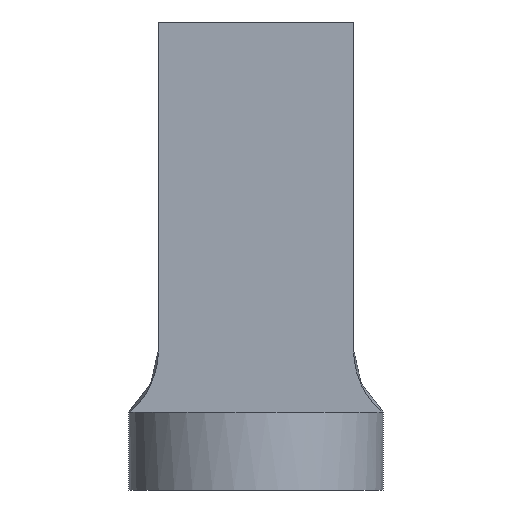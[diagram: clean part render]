
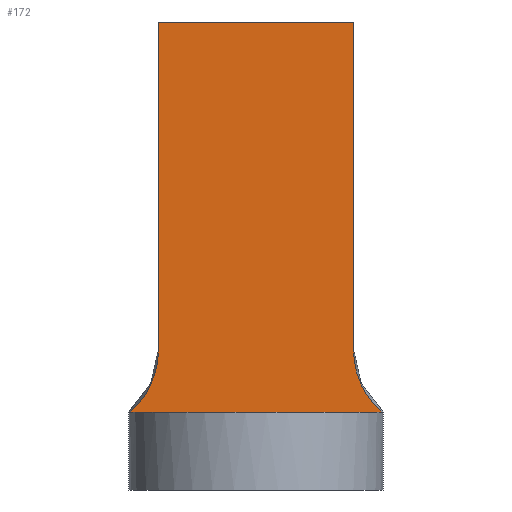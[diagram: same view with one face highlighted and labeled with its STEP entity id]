
A CAD part, front view. The second image highlights one B-rep face of the part: STEP entity #172.
In plain terms, the highlighted planar face has unit normal (0, -1, 0).
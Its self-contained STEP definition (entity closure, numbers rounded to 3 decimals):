
#5 = DIRECTION ( 'NONE',  ( 0., 0., 1. ) ) ;
#6 = CARTESIAN_POINT ( 'NONE',  ( 12.601, -2.5, 16.464 ) ) ;
#15 = CARTESIAN_POINT ( 'NONE',  ( 12.662, -2.5, 16.089 ) ) ;
#47 = CARTESIAN_POINT ( 'NONE',  ( -14.129, -2.5, 12.272 ) ) ;
#53 = CARTESIAN_POINT ( 'NONE',  ( -13.752, -2.5, 12.917 ) ) ;
#70 = EDGE_CURVE ( 'NONE', #715, #851, #79, .T. ) ;
#79 = LINE ( 'NONE', #202, #835 ) ;
#86 = CARTESIAN_POINT ( 'NONE',  ( 12.5, -2.5, 17.97 ) ) ;
#94 = CARTESIAN_POINT ( 'NONE',  ( 13.774, -2.5, 12.916 ) ) ;
#95 = CARTESIAN_POINT ( 'NONE',  ( 12.5, -2.5, 60. ) ) ;
#110 = CARTESIAN_POINT ( 'NONE',  ( -12.5, -2.5, 17.97 ) ) ;
#114 = ORIENTED_EDGE ( 'NONE', *, *, #358, .T. ) ;
#117 = CARTESIAN_POINT ( 'NONE',  ( -12.915, -2.5, 15.011 ) ) ;
#121 = VERTEX_POINT ( 'NONE', #477 ) ;
#134 = FACE_OUTER_BOUND ( 'NONE', #781, .T. ) ;
#141 = ORIENTED_EDGE ( 'NONE', *, *, #70, .F. ) ;
#146 = PLANE ( 'NONE',  #560 ) ;
#153 = CARTESIAN_POINT ( 'NONE',  ( 13.6, -2.5, 13.252 ) ) ;
#172 = ADVANCED_FACE ( 'NONE', ( #134 ), #146, .F. ) ;
#192 = CARTESIAN_POINT ( 'NONE',  ( -13.151, -2.5, 14.293 ) ) ;
#195 = ORIENTED_EDGE ( 'NONE', *, *, #619, .T. ) ;
#202 = CARTESIAN_POINT ( 'NONE',  ( -12.5, -2.5, 60. ) ) ;
#221 = B_SPLINE_CURVE_WITH_KNOTS ( 'NONE', 3,
 ( #110, #240, #520, #675, #117, #192, #393, #53, #47, #384, #873, #251, #798, #468 ),
 .UNSPECIFIED., .F., .F.,
 ( 4, 2, 2, 2, 2, 2, 4 ),
 ( 0., 0.002, 0.003, 0.004, 0.007, 0.008, 0.009 ),
 .UNSPECIFIED. ) ;
#234 = CARTESIAN_POINT ( 'NONE',  ( 15.538, -2.5, 10.5 ) ) ;
#236 = CARTESIAN_POINT ( 'NONE',  ( -12.5, -2.5, 60. ) ) ;
#240 = CARTESIAN_POINT ( 'NONE',  ( -12.5, -2.5, 17.213 ) ) ;
#251 = CARTESIAN_POINT ( 'NONE',  ( -15.553, -2.5, 10.514 ) ) ;
#275 = EDGE_CURVE ( 'NONE', #371, #320, #430, .T. ) ;
#279 = VECTOR ( 'NONE', #863, 1000. ) ;
#298 = CARTESIAN_POINT ( 'NONE',  ( 16.107, -2.5, 10. ) ) ;
#301 = CARTESIAN_POINT ( 'NONE',  ( 12.901, -2.5, 14.985 ) ) ;
#305 = LINE ( 'NONE', #526, #644 ) ;
#316 = CARTESIAN_POINT ( 'NONE',  ( -12.5, -2.5, 17.97 ) ) ;
#320 = VERTEX_POINT ( 'NONE', #561 ) ;
#329 = CARTESIAN_POINT ( 'NONE',  ( 16.107, -2.5, 10. ) ) ;
#358 = EDGE_CURVE ( 'NONE', #417, #121, #221, .T. ) ;
#359 = EDGE_CURVE ( 'NONE', #851, #320, #305, .T. ) ;
#371 = VERTEX_POINT ( 'NONE', #329 ) ;
#372 = DIRECTION ( 'NONE',  ( 0., 0., -1. ) ) ;
#384 = CARTESIAN_POINT ( 'NONE',  ( -14.8, -2.5, 11.363 ) ) ;
#390 = VECTOR ( 'NONE', #647, 1000. ) ;
#393 = CARTESIAN_POINT ( 'NONE',  ( -13.288, -2.5, 13.941 ) ) ;
#396 = CARTESIAN_POINT ( 'NONE',  ( -12.5, -2.5, 60. ) ) ;
#417 = VERTEX_POINT ( 'NONE', #316 ) ;
#427 = CARTESIAN_POINT ( 'NONE',  ( 12.5, -2.5, 17.592 ) ) ;
#430 = B_SPLINE_CURVE_WITH_KNOTS ( 'NONE', 3,
 ( #298, #234, #782, #713, #774, #94, #153, #845, #301, #15, #6, #506, #427, #86 ),
 .UNSPECIFIED., .F., .F.,
 ( 4, 2, 2, 2, 2, 2, 4 ),
 ( 0., 0.002, 0.003, 0.004, 0.007, 0.008, 0.009 ),
 .UNSPECIFIED. ) ;
#440 = LINE ( 'NONE', #729, #390 ) ;
#465 = ORIENTED_EDGE ( 'NONE', *, *, #275, .T. ) ;
#468 = CARTESIAN_POINT ( 'NONE',  ( -16.107, -2.5, 10. ) ) ;
#477 = CARTESIAN_POINT ( 'NONE',  ( -16.107, -2.5, 10. ) ) ;
#506 = CARTESIAN_POINT ( 'NONE',  ( 12.52, -2.5, 17.215 ) ) ;
#520 = CARTESIAN_POINT ( 'NONE',  ( -12.58, -2.5, 16.469 ) ) ;
#524 = LINE ( 'NONE', #396, #279 ) ;
#526 = CARTESIAN_POINT ( 'NONE',  ( 12.5, -2.5, 60. ) ) ;
#551 = CARTESIAN_POINT ( 'NONE',  ( -12.5, -2.5, 60. ) ) ;
#560 = AXIS2_PLACEMENT_3D ( 'NONE', #551, #627, #5 ) ;
#561 = CARTESIAN_POINT ( 'NONE',  ( 12.5, -2.5, 17.97 ) ) ;
#619 = EDGE_CURVE ( 'NONE', #715, #417, #524, .T. ) ;
#627 = DIRECTION ( 'NONE',  ( 0., 1., 0. ) ) ;
#644 = VECTOR ( 'NONE', #372, 1000. ) ;
#647 = DIRECTION ( 'NONE',  ( 1., 0., 0. ) ) ;
#654 = ORIENTED_EDGE ( 'NONE', *, *, #809, .T. ) ;
#675 = CARTESIAN_POINT ( 'NONE',  ( -12.816, -2.5, 15.373 ) ) ;
#713 = CARTESIAN_POINT ( 'NONE',  ( 14.364, -2.5, 11.952 ) ) ;
#715 = VERTEX_POINT ( 'NONE', #236 ) ;
#729 = CARTESIAN_POINT ( 'NONE',  ( -12.5, -2.5, 10. ) ) ;
#744 = ORIENTED_EDGE ( 'NONE', *, *, #359, .F. ) ;
#774 = CARTESIAN_POINT ( 'NONE',  ( 14.157, -2.5, 12.265 ) ) ;
#781 = EDGE_LOOP ( 'NONE', ( #654, #465, #744, #141, #195, #114 ) ) ;
#782 = CARTESIAN_POINT ( 'NONE',  ( 15.032, -2.5, 11.051 ) ) ;
#798 = CARTESIAN_POINT ( 'NONE',  ( -15.823, -2.5, 10.25 ) ) ;
#809 = EDGE_CURVE ( 'NONE', #121, #371, #440, .T. ) ;
#835 = VECTOR ( 'NONE', #902, 1000. ) ;
#845 = CARTESIAN_POINT ( 'NONE',  ( 13.136, -2.5, 14.276 ) ) ;
#851 = VERTEX_POINT ( 'NONE', #95 ) ;
#863 = DIRECTION ( 'NONE',  ( 0., 0., -1. ) ) ;
#873 = CARTESIAN_POINT ( 'NONE',  ( -15.042, -2.5, 11.07 ) ) ;
#902 = DIRECTION ( 'NONE',  ( 1., 0., 0. ) ) ;
